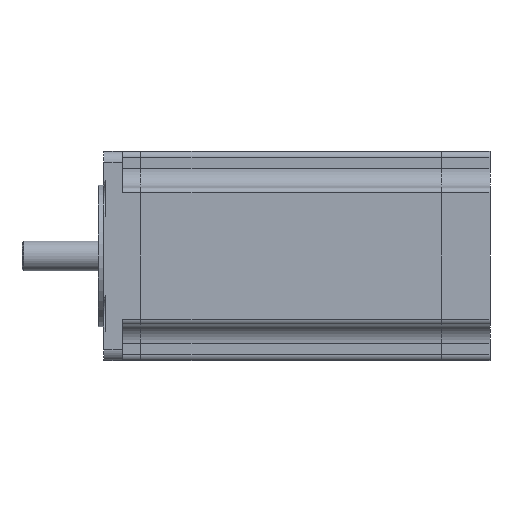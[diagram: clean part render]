
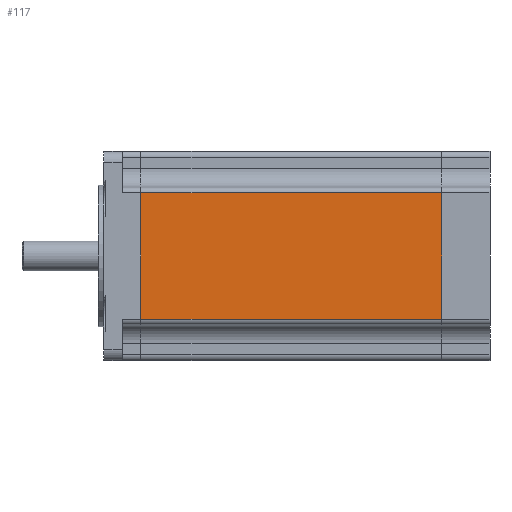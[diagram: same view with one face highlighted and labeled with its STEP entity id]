
A CAD part, left-side view. The second image highlights one B-rep face of the part: STEP entity #117.
In plain terms, the highlighted planar face has unit normal (-1, 0, 0).
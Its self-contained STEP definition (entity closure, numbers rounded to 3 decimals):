
#117 = ADVANCED_FACE ( 'NONE', ( #2174 ), #1760, .F. ) ;
#327 = VERTEX_POINT ( 'NONE', #4486 ) ;
#357 = LINE ( 'NONE', #3303, #4996 ) ;
#933 = VERTEX_POINT ( 'NONE', #4267 ) ;
#959 = CARTESIAN_POINT ( 'NONE',  ( 0., -86., 45.15 ) ) ;
#1011 = DIRECTION ( 'NONE',  ( 0., 1., 0. ) ) ;
#1012 = CARTESIAN_POINT ( 'NONE',  ( 0., -86., 11.15 ) ) ;
#1268 = CARTESIAN_POINT ( 'NONE',  ( 0., -5., 45.15 ) ) ;
#1431 = LINE ( 'NONE', #1012, #2644 ) ;
#1472 = EDGE_CURVE ( 'NONE', #3330, #933, #2912, .T. ) ;
#1760 = PLANE ( 'NONE',  #4212 ) ;
#1970 = CARTESIAN_POINT ( 'NONE',  ( 0., -86., 45.15 ) ) ;
#2075 = CARTESIAN_POINT ( 'NONE',  ( 0., -86., 45.15 ) ) ;
#2087 = CARTESIAN_POINT ( 'NONE',  ( 0., -86., 45.15 ) ) ;
#2174 = FACE_OUTER_BOUND ( 'NONE', #5153, .T. ) ;
#2199 = ORIENTED_EDGE ( 'NONE', *, *, #4494, .T. ) ;
#2396 = EDGE_CURVE ( 'NONE', #3330, #3179, #5257, .T. ) ;
#2644 = VECTOR ( 'NONE', #3974, 1000. ) ;
#2856 = ORIENTED_EDGE ( 'NONE', *, *, #2396, .T. ) ;
#2912 = LINE ( 'NONE', #2075, #5234 ) ;
#2930 = ORIENTED_EDGE ( 'NONE', *, *, #3380, .F. ) ;
#3009 = DIRECTION ( 'NONE',  ( 0., 0., -1. ) ) ;
#3179 = VERTEX_POINT ( 'NONE', #1268 ) ;
#3303 = CARTESIAN_POINT ( 'NONE',  ( 0., -5., 45.15 ) ) ;
#3330 = VERTEX_POINT ( 'NONE', #959 ) ;
#3338 = DIRECTION ( 'NONE',  ( 0., 0., -1. ) ) ;
#3380 = EDGE_CURVE ( 'NONE', #933, #327, #1431, .T. ) ;
#3974 = DIRECTION ( 'NONE',  ( 0., 1., 0. ) ) ;
#4212 = AXIS2_PLACEMENT_3D ( 'NONE', #2087, #4249, #3009 ) ;
#4249 = DIRECTION ( 'NONE',  ( 1., 0., 0. ) ) ;
#4267 = CARTESIAN_POINT ( 'NONE',  ( 0., -86., 11.15 ) ) ;
#4486 = CARTESIAN_POINT ( 'NONE',  ( 0., -5., 11.15 ) ) ;
#4494 = EDGE_CURVE ( 'NONE', #3179, #327, #357, .T. ) ;
#4576 = VECTOR ( 'NONE', #1011, 1000. ) ;
#4986 = DIRECTION ( 'NONE',  ( 0., 0., -1. ) ) ;
#4996 = VECTOR ( 'NONE', #4986, 1000. ) ;
#5153 = EDGE_LOOP ( 'NONE', ( #2199, #2930, #5345, #2856 ) ) ;
#5234 = VECTOR ( 'NONE', #3338, 1000. ) ;
#5257 = LINE ( 'NONE', #1970, #4576 ) ;
#5345 = ORIENTED_EDGE ( 'NONE', *, *, #1472, .F. ) ;
